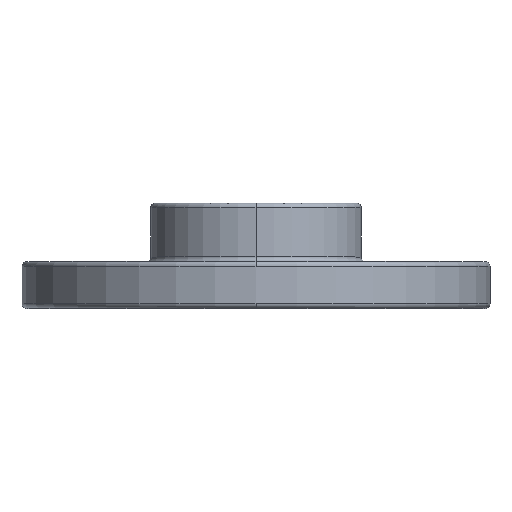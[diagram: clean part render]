
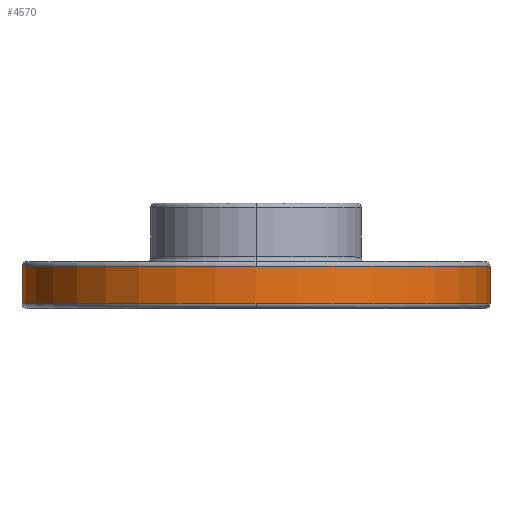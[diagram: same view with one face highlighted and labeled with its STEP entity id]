
A CAD part, top view. The second image highlights one B-rep face of the part: STEP entity #4570.
In plain terms, the highlighted cylindrical face has radius 10 mm (diameter 20 mm), a partial arc.
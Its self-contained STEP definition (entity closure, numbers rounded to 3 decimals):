
#246 = ORIENTED_EDGE ( 'NONE', *, *, #4938, .T. ) ;
#278 = VERTEX_POINT ( 'NONE', #6736 ) ;
#282 = CARTESIAN_POINT ( 'NONE',  ( 0., 0.2, 0. ) ) ;
#438 = CARTESIAN_POINT ( 'NONE',  ( 0., 0., 0. ) ) ;
#487 = EDGE_CURVE ( 'NONE', #2669, #2581, #6237, .T. ) ;
#539 = DIRECTION ( 'NONE',  ( 1., 0., 0. ) ) ;
#586 = DIRECTION ( 'NONE',  ( 0., 1., 0. ) ) ;
#917 = CIRCLE ( 'NONE', #3694, 10. ) ;
#1061 = AXIS2_PLACEMENT_3D ( 'NONE', #7544, #8190, #5434 ) ;
#1295 = CARTESIAN_POINT ( 'NONE',  ( 10., 0., 0. ) ) ;
#1378 = VECTOR ( 'NONE', #6137, 1000. ) ;
#1997 = ORIENTED_EDGE ( 'NONE', *, *, #3859, .T. ) ;
#2171 = ORIENTED_EDGE ( 'NONE', *, *, #5306, .T. ) ;
#2242 = ORIENTED_EDGE ( 'NONE', *, *, #7423, .F. ) ;
#2581 = VERTEX_POINT ( 'NONE', #3426 ) ;
#2669 = VERTEX_POINT ( 'NONE', #2691 ) ;
#2691 = CARTESIAN_POINT ( 'NONE',  ( 10., 0.2, 0. ) ) ;
#2931 = CARTESIAN_POINT ( 'NONE',  ( 0., 0.2, 10. ) ) ;
#3115 = EDGE_CURVE ( 'NONE', #8980, #5186, #7707, .T. ) ;
#3426 = CARTESIAN_POINT ( 'NONE',  ( 10., 1.8, 0. ) ) ;
#3587 = AXIS2_PLACEMENT_3D ( 'NONE', #6718, #6078, #6120 ) ;
#3694 = AXIS2_PLACEMENT_3D ( 'NONE', #282, #3838, #3887 ) ;
#3833 = CIRCLE ( 'NONE', #1061, 10. ) ;
#3838 = DIRECTION ( 'NONE',  ( 0., 1., 0. ) ) ;
#3859 = EDGE_CURVE ( 'NONE', #5186, #2669, #917, .T. ) ;
#3887 = DIRECTION ( 'NONE',  ( 0., 0., 1. ) ) ;
#3953 = ORIENTED_EDGE ( 'NONE', *, *, #3115, .T. ) ;
#4315 = DIRECTION ( 'NONE',  ( 0., 1., 0. ) ) ;
#4520 = EDGE_LOOP ( 'NONE', ( #2242, #3953, #1997, #6548, #2171, #246 ) ) ;
#4570 = ADVANCED_FACE ( 'NONE', ( #8964 ), #5345, .T. ) ;
#4938 = EDGE_CURVE ( 'NONE', #278, #6464, #3833, .T. ) ;
#4954 = CARTESIAN_POINT ( 'NONE',  ( 0., 0.2, 0. ) ) ;
#5186 = VERTEX_POINT ( 'NONE', #2931 ) ;
#5306 = EDGE_CURVE ( 'NONE', #2581, #278, #7102, .T. ) ;
#5345 = CYLINDRICAL_SURFACE ( 'NONE', #8976, 10. ) ;
#5358 = CARTESIAN_POINT ( 'NONE',  ( -10., 0.2, 0. ) ) ;
#5434 = DIRECTION ( 'NONE',  ( 0., 0., 1. ) ) ;
#5746 = DIRECTION ( 'NONE',  ( 0., 1., 0. ) ) ;
#5867 = LINE ( 'NONE', #8000, #8368 ) ;
#6078 = DIRECTION ( 'NONE',  ( 0., -1., 0. ) ) ;
#6120 = DIRECTION ( 'NONE',  ( 0., 0., 1. ) ) ;
#6137 = DIRECTION ( 'NONE',  ( 0., 1., 0. ) ) ;
#6237 = LINE ( 'NONE', #1295, #1378 ) ;
#6385 = AXIS2_PLACEMENT_3D ( 'NONE', #4954, #4315, #8534 ) ;
#6464 = VERTEX_POINT ( 'NONE', #8582 ) ;
#6548 = ORIENTED_EDGE ( 'NONE', *, *, #487, .T. ) ;
#6718 = CARTESIAN_POINT ( 'NONE',  ( 0., 1.8, 0. ) ) ;
#6736 = CARTESIAN_POINT ( 'NONE',  ( 0., 1.8, 10. ) ) ;
#7102 = CIRCLE ( 'NONE', #3587, 10. ) ;
#7423 = EDGE_CURVE ( 'NONE', #8980, #6464, #5867, .T. ) ;
#7544 = CARTESIAN_POINT ( 'NONE',  ( 0., 1.8, 0. ) ) ;
#7707 = CIRCLE ( 'NONE', #6385, 10. ) ;
#8000 = CARTESIAN_POINT ( 'NONE',  ( -10., 0., 0. ) ) ;
#8190 = DIRECTION ( 'NONE',  ( 0., -1., 0. ) ) ;
#8368 = VECTOR ( 'NONE', #5746, 1000. ) ;
#8534 = DIRECTION ( 'NONE',  ( 0., 0., 1. ) ) ;
#8582 = CARTESIAN_POINT ( 'NONE',  ( -10., 1.8, 0. ) ) ;
#8964 = FACE_OUTER_BOUND ( 'NONE', #4520, .T. ) ;
#8976 = AXIS2_PLACEMENT_3D ( 'NONE', #438, #586, #539 ) ;
#8980 = VERTEX_POINT ( 'NONE', #5358 ) ;
